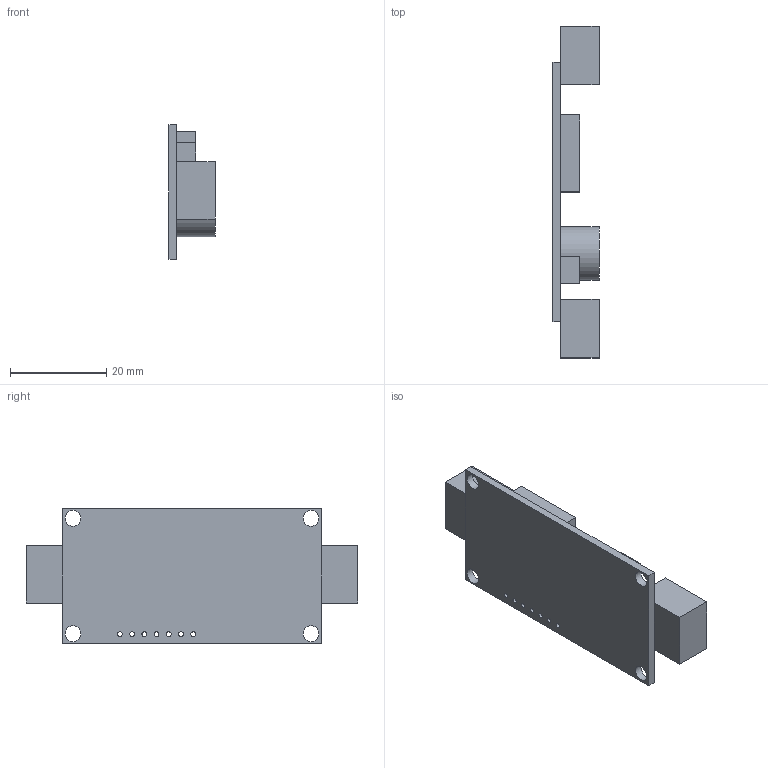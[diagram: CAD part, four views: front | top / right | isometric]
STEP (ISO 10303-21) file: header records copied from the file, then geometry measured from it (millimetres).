
FILE_DESCRIPTION(/* description */ (''),/* implementation_level */ '2;1');
FILE_NAME(/* name */ 'VNH2SP30 MiniMonster Motor Control v2.step',/* time_stamp */ '2020-06-02T15:26:09+02:00',/* author */ (''),/* organization */ (''),/* preprocessor_version */ 'ST-DEVELOPER v18.1',/* originating_system */ 'Autodesk Translation Framework v9.3.0.1241',/* authorisation */ '');
FILE_SCHEMA (('AUTOMOTIVE_DESIGN { 1 0 10303 214 3 1 1 }'));
Length unit declared in the file: millimetre
Products named in the file (1): VNH2SP30 MiniMonster Motor Control
Bounding box: 9.6 x 69 x 28 mm (x, y, z)
Volume: 6648.7 mm3; surface area: 6078.2 mm2
Topology: 6 solids, 6 shells, 44 faces, 96 edges, 64 vertices
Faces by surface type: plane 32, cylinder 12
Full cylindrical faces by diameter (mm): 1 x7, 3.3 x4, 11.092 x1
Entity records: 1304 total; most frequent: DIRECTION 210, CARTESIAN_POINT 205, ORIENTED_EDGE 192, EDGE_CURVE 96, LINE 72, VECTOR 72, AXIS2_PLACEMENT_3D 69, EDGE_LOOP 66
